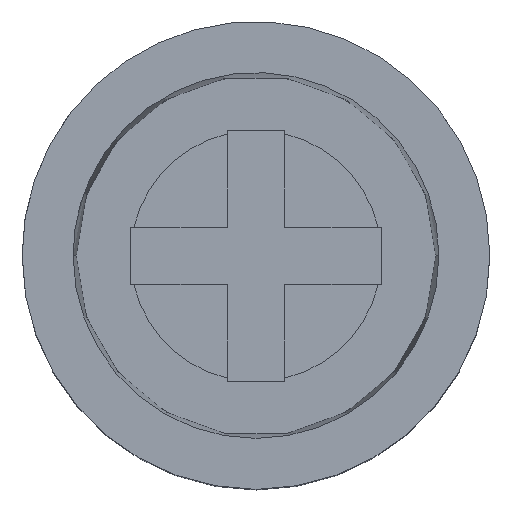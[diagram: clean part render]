
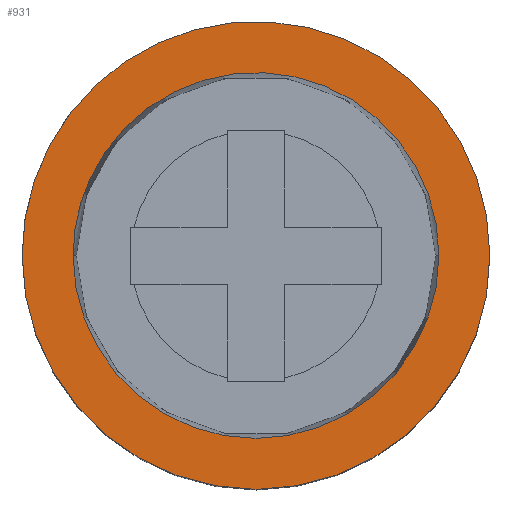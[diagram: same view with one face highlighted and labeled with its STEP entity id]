
A CAD part, top view. The second image highlights one B-rep face of the part: STEP entity #931.
In plain terms, the highlighted face is planar.
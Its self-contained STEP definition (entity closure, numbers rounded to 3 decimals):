
#168=CARTESIAN_POINT('',(4.1,-0.02,0.));
#169=VERTEX_POINT('',#168);
#176=CARTESIAN_POINT('',(-1.539,-0.02,3.8));
#177=VERTEX_POINT('',#176);
#178=CARTESIAN_POINT('',(-0.,-0.02,-0.));
#179=DIRECTION('',(0.,1.,-0.));
#180=DIRECTION('',(1.,-0.,0.));
#181=AXIS2_PLACEMENT_3D('',#178,#179,#180);
#182=CIRCLE('',#181,4.1);
#183=EDGE_CURVE('',#177,#169,#182,.T.);
#185=CARTESIAN_POINT('',(-4.1,-0.02,-0.));
#186=VERTEX_POINT('',#185);
#187=CARTESIAN_POINT('',(-0.,-0.02,-0.));
#188=DIRECTION('',(0.,1.,-0.));
#189=DIRECTION('',(1.,-0.,0.));
#190=AXIS2_PLACEMENT_3D('',#187,#188,#189);
#191=CIRCLE('',#190,4.1);
#192=EDGE_CURVE('',#186,#177,#191,.T.);
#886=CARTESIAN_POINT('',(-0.,-0.02,0.));
#887=DIRECTION('',(0.,1.,0.));
#888=DIRECTION('',(1.,0.,0.));
#889=AXIS2_PLACEMENT_3D('',#886,#887,#888);
#890=PLANE('',#889);
#891=CARTESIAN_POINT('',(3.206,-0.02,-0.));
#892=VERTEX_POINT('',#891);
#893=CARTESIAN_POINT('',(2.915,-0.02,1.336));
#894=VERTEX_POINT('',#893);
#895=CARTESIAN_POINT('',(-0.,-0.02,0.));
#896=DIRECTION('',(-0.,-1.,0.));
#897=DIRECTION('',(1.,-0.,0.));
#898=AXIS2_PLACEMENT_3D('',#895,#896,#897);
#899=CIRCLE('',#898,3.206);
#900=EDGE_CURVE('',#892,#894,#899,.T.);
#901=ORIENTED_EDGE('',*,*,#900,.T.);
#902=CARTESIAN_POINT('',(-3.206,-0.02,0.));
#903=VERTEX_POINT('',#902);
#904=CARTESIAN_POINT('',(-0.,-0.02,0.));
#905=DIRECTION('',(-0.,-1.,0.));
#906=DIRECTION('',(1.,-0.,0.));
#907=AXIS2_PLACEMENT_3D('',#904,#905,#906);
#908=CIRCLE('',#907,3.206);
#909=EDGE_CURVE('',#894,#903,#908,.T.);
#910=ORIENTED_EDGE('',*,*,#909,.T.);
#911=CARTESIAN_POINT('',(-0.,-0.02,0.));
#912=DIRECTION('',(-0.,-1.,0.));
#913=DIRECTION('',(1.,-0.,0.));
#914=AXIS2_PLACEMENT_3D('',#911,#912,#913);
#915=CIRCLE('',#914,3.206);
#916=EDGE_CURVE('',#903,#892,#915,.T.);
#917=ORIENTED_EDGE('',*,*,#916,.T.);
#918=EDGE_LOOP('',(#901,#910,#917));
#919=FACE_BOUND('',#918,.T.);
#920=ORIENTED_EDGE('',*,*,#192,.T.);
#921=ORIENTED_EDGE('',*,*,#183,.T.);
#922=CARTESIAN_POINT('',(-0.,-0.02,-0.));
#923=DIRECTION('',(0.,1.,0.));
#924=DIRECTION('',(1.,-0.,0.));
#925=AXIS2_PLACEMENT_3D('',#922,#923,#924);
#926=CIRCLE('',#925,4.1);
#927=EDGE_CURVE('',#169,#186,#926,.T.);
#928=ORIENTED_EDGE('',*,*,#927,.T.);
#929=EDGE_LOOP('',(#920,#921,#928));
#930=FACE_BOUND('',#929,.T.);
#931=ADVANCED_FACE('',(#919,#930),#890,.T.);
